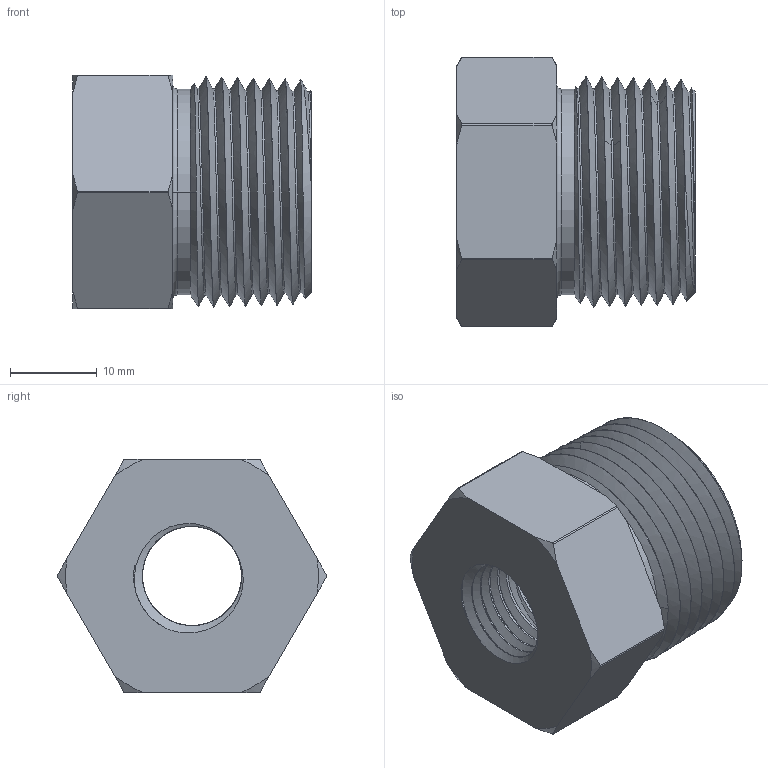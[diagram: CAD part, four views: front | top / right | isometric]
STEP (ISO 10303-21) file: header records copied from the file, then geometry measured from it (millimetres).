
FILE_DESCRIPTION((''),'2;1');
FILE_NAME('HEX_BUSHING_H_SHB','2025-07-08T13:40:36',('Administrator'),(''),'CREO PARAMETRIC BY PTC INC, 2020414','CREO PARAMETRIC BY PTC INC, 2020414','');
FILE_SCHEMA(('AUTOMOTIVE_DESIGN { 1 0 10303 214 1 1 1 1 }'));
Length unit declared in the file: millimetre
Products named in the file (1): HEX_BUSHING_H_SHB
Bounding box: 27.4 x 31 x 26.9 mm (x, y, z)
Volume: 11789.9 mm3; surface area: 5397.8 mm2
Topology: 1 solids, 1 shells, 77 faces, 223 edges, 161 vertices
Faces by surface type: cone 32, cylinder 19, bspline 15, plane 9, torus 2
Entity records: 6898 total; most frequent: CARTESIAN_POINT 4934, ORIENTED_EDGE 434, DIRECTION 260, EDGE_CURVE 217, VERTEX_POINT 143, B_SPLINE_CURVE_WITH_KNOTS 120, COLOUR_RGB 116, AXIS2_PLACEMENT_3D 94
